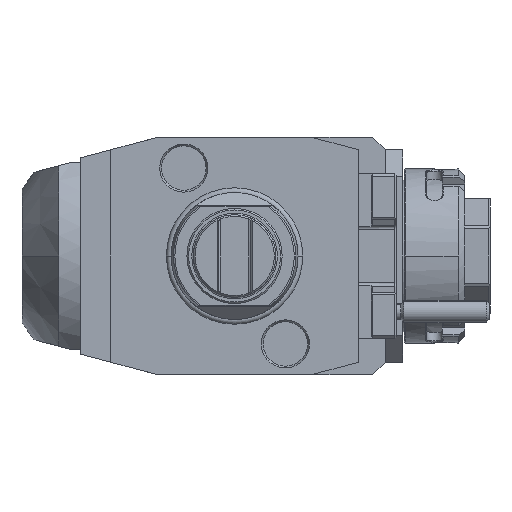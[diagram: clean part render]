
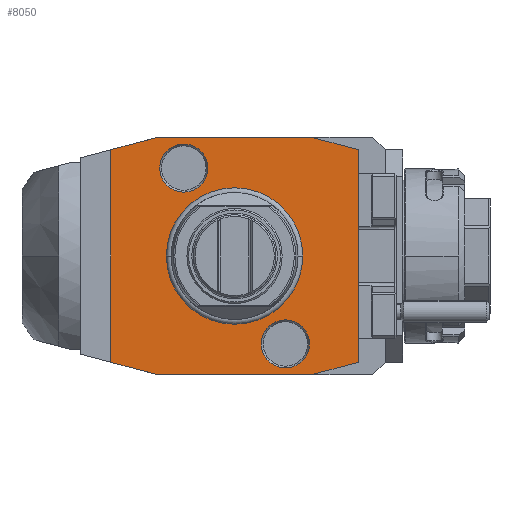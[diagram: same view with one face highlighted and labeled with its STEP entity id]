
A CAD part, front view. The second image highlights one B-rep face of the part: STEP entity #8050.
In plain terms, the highlighted planar face has unit normal (0, -1, 0).
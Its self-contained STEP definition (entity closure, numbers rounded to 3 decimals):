
#1=DIRECTION('',(1.,0.,0.));
#2=VECTOR('',#1,48.);
#3=CARTESIAN_POINT('',(-24.,0.,-37.5));
#4=LINE('',#3,#2);
#5=DIRECTION('',(0.966,0.,-0.259));
#6=VECTOR('',#5,15.529);
#7=CARTESIAN_POINT('',(-39.,0.,-33.481));
#8=LINE('',#7,#6);
#9=DIRECTION('',(0.,0.,-1.));
#10=VECTOR('',#9,66.962);
#11=CARTESIAN_POINT('',(-39.,0.,33.481));
#12=LINE('',#11,#10);
#13=DIRECTION('',(-0.966,0.,-0.259));
#14=VECTOR('',#13,15.529);
#15=CARTESIAN_POINT('',(-24.,0.,37.5));
#16=LINE('',#15,#14);
#17=DIRECTION('',(-1.,0.,0.));
#18=VECTOR('',#17,48.);
#19=CARTESIAN_POINT('',(24.,0.,37.5));
#20=LINE('',#19,#18);
#21=DIRECTION('',(-0.966,0.,0.259));
#22=VECTOR('',#21,15.529);
#23=CARTESIAN_POINT('',(39.,0.,33.481));
#24=LINE('',#23,#22);
#25=DIRECTION('',(0.,0.,1.));
#26=VECTOR('',#25,66.962);
#27=CARTESIAN_POINT('',(39.,0.,-33.481));
#28=LINE('',#27,#26);
#29=DIRECTION('',(0.966,0.,0.259));
#30=VECTOR('',#29,15.529);
#31=CARTESIAN_POINT('',(24.,0.,-37.5));
#32=LINE('',#31,#30);
#33=CARTESIAN_POINT('',(-16.,0.,27.713));
#34=DIRECTION('',(0.,1.,0.));
#35=DIRECTION('',(1.,0.,0.));
#36=AXIS2_PLACEMENT_3D('',#33,#34,#35);
#38=CARTESIAN_POINT('',(-16.,0.,27.713));
#39=DIRECTION('',(0.,1.,0.));
#40=DIRECTION('',(-1.,0.,0.));
#41=AXIS2_PLACEMENT_3D('',#38,#39,#40);
#43=CARTESIAN_POINT('',(16.,0.,-27.713));
#44=DIRECTION('',(0.,1.,0.));
#45=DIRECTION('',(1.,0.,0.));
#46=AXIS2_PLACEMENT_3D('',#43,#44,#45);
#48=CARTESIAN_POINT('',(16.,0.,-27.713));
#49=DIRECTION('',(0.,1.,0.));
#50=DIRECTION('',(-1.,0.,0.));
#51=AXIS2_PLACEMENT_3D('',#48,#49,#50);
#3803=CARTESIAN_POINT('',(0.,0.,0.));
#3804=DIRECTION('',(0.,-1.,0.));
#3805=DIRECTION('',(1.,0.,0.));
#3806=AXIS2_PLACEMENT_3D('',#3803,#3804,#3805);
#3808=CARTESIAN_POINT('',(0.,0.,0.));
#3809=DIRECTION('',(0.,-1.,0.));
#3810=DIRECTION('',(-1.,0.,0.));
#3811=AXIS2_PLACEMENT_3D('',#3808,#3809,#3810);
#7039=CARTESIAN_POINT('',(-8.423,0.,
27.713));
#7040=CARTESIAN_POINT('',(-23.577,0.,
27.713));
#7041=VERTEX_POINT('',#7039);
#7042=VERTEX_POINT('',#7040);
#7171=CARTESIAN_POINT('',(23.577,0.,-27.713));
#7172=CARTESIAN_POINT('',(8.423,0.,-27.713));
#7173=VERTEX_POINT('',#7171);
#7174=VERTEX_POINT('',#7172);
#7842=CARTESIAN_POINT('',(-24.,0.,-37.5));
#7843=CARTESIAN_POINT('',(24.,0.,-37.5));
#7844=VERTEX_POINT('',#7842);
#7845=VERTEX_POINT('',#7843);
#7846=CARTESIAN_POINT('',(39.,0.,-33.481));
#7847=CARTESIAN_POINT('',(39.,0.,33.481));
#7848=VERTEX_POINT('',#7846);
#7849=VERTEX_POINT('',#7847);
#7850=CARTESIAN_POINT('',(24.,0.,37.5));
#7851=VERTEX_POINT('',#7850);
#7852=CARTESIAN_POINT('',(-24.,0.,37.5));
#7853=VERTEX_POINT('',#7852);
#7854=CARTESIAN_POINT('',(-39.,0.,33.481));
#7855=VERTEX_POINT('',#7854);
#7856=CARTESIAN_POINT('',(-39.,0.,-33.481));
#7857=VERTEX_POINT('',#7856);
#7898=CARTESIAN_POINT('',(21.137,0.,0.));
#7899=CARTESIAN_POINT('',(-21.137,0.,0.));
#7900=VERTEX_POINT('',#7898);
#7901=VERTEX_POINT('',#7899);
#8009=CARTESIAN_POINT('',(0.,0.,0.));
#8010=DIRECTION('',(0.,-1.,0.));
#8011=DIRECTION('',(-1.,0.,0.));
#8012=AXIS2_PLACEMENT_3D('',#8009,#8010,#8011);
#8013=PLANE('',#8012);
#8015=ORIENTED_EDGE('',*,*,#8014,.F.);
#8017=ORIENTED_EDGE('',*,*,#8016,.F.);
#8019=ORIENTED_EDGE('',*,*,#8018,.F.);
#8021=ORIENTED_EDGE('',*,*,#8020,.F.);
#8023=ORIENTED_EDGE('',*,*,#8022,.F.);
#8025=ORIENTED_EDGE('',*,*,#8024,.F.);
#8027=ORIENTED_EDGE('',*,*,#8026,.F.);
#8029=ORIENTED_EDGE('',*,*,#8028,.F.);
#8030=EDGE_LOOP('',(#8015,#8017,#8019,#8021,#8023,#8025,#8027,#8029));
#8031=FACE_OUTER_BOUND('',#8030,.F.);
#8033=ORIENTED_EDGE('',*,*,#8032,.T.);
#8035=ORIENTED_EDGE('',*,*,#8034,.T.);
#8036=EDGE_LOOP('',(#8033,#8035));
#8037=FACE_BOUND('',#8036,.F.);
#8039=ORIENTED_EDGE('',*,*,#8038,.F.);
#8041=ORIENTED_EDGE('',*,*,#8040,.F.);
#8042=EDGE_LOOP('',(#8039,#8041));
#8043=FACE_BOUND('',#8042,.F.);
#8045=ORIENTED_EDGE('',*,*,#8044,.F.);
#8047=ORIENTED_EDGE('',*,*,#8046,.F.);
#8048=EDGE_LOOP('',(#8045,#8047));
#8049=FACE_BOUND('',#8048,.F.);
#37=CIRCLE('',#36,7.577);
#42=CIRCLE('',#41,7.577);
#47=CIRCLE('',#46,7.577);
#52=CIRCLE('',#51,7.577);
#3807=CIRCLE('',#3806,21.137);
#3812=CIRCLE('',#3811,21.137);
#8014=EDGE_CURVE('',#7844,#7845,#4,.T.);
#8016=EDGE_CURVE('',#7857,#7844,#8,.T.);
#8018=EDGE_CURVE('',#7855,#7857,#12,.T.);
#8020=EDGE_CURVE('',#7853,#7855,#16,.T.);
#8022=EDGE_CURVE('',#7851,#7853,#20,.T.);
#8024=EDGE_CURVE('',#7849,#7851,#24,.T.);
#8026=EDGE_CURVE('',#7848,#7849,#28,.T.);
#8028=EDGE_CURVE('',#7845,#7848,#32,.T.);
#8032=EDGE_CURVE('',#7900,#7901,#3807,.T.);
#8034=EDGE_CURVE('',#7901,#7900,#3812,.T.);
#8038=EDGE_CURVE('',#7041,#7042,#37,.T.);
#8040=EDGE_CURVE('',#7042,#7041,#42,.T.);
#8044=EDGE_CURVE('',#7173,#7174,#47,.T.);
#8046=EDGE_CURVE('',#7174,#7173,#52,.T.);
#8050=ADVANCED_FACE('',(#8031,#8037,#8043,#8049),#8013,.T.);
